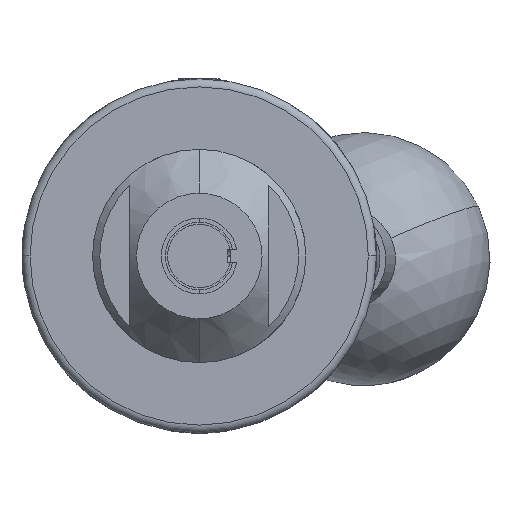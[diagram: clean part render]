
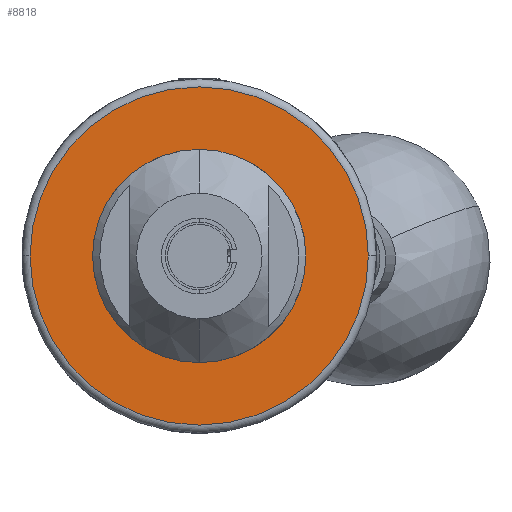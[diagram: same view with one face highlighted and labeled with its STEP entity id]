
A CAD part, left-side view. The second image highlights one B-rep face of the part: STEP entity #8818.
In plain terms, the highlighted planar face has unit normal (-1, 0, 0).
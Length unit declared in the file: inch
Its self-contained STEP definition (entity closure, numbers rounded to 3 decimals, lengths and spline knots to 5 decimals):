
#253 = ORIENTED_EDGE ( 'NONE', *, *, #11838, .F. ) ;
#466 = EDGE_CURVE ( 'NONE', #3739, #5718, #8711, .T. ) ;
#899 = ORIENTED_EDGE ( 'NONE', *, *, #5939, .F. ) ;
#1006 = CARTESIAN_POINT ( 'NONE',  ( -2.878, -0.835, 0. ) ) ;
#2311 = DIRECTION ( 'NONE',  ( -1., 0., 0. ) ) ;
#2622 = DIRECTION ( 'NONE',  ( 0., -1., 0. ) ) ;
#2814 = AXIS2_PLACEMENT_3D ( 'NONE', #7401, #8415, #2622 ) ;
#3318 = AXIS2_PLACEMENT_3D ( 'NONE', #8145, #8386, #10181 ) ;
#3679 = CARTESIAN_POINT ( 'NONE',  ( -2.878, 0.835, 0. ) ) ;
#3739 = VERTEX_POINT ( 'NONE', #3679 ) ;
#3797 = AXIS2_PLACEMENT_3D ( 'NONE', #4668, #5678, #8615 ) ;
#4008 = DIRECTION ( 'NONE',  ( 0., -1., 0. ) ) ;
#4035 = CARTESIAN_POINT ( 'NONE',  ( -2.878, 0., 0. ) ) ;
#4103 = EDGE_LOOP ( 'NONE', ( #899, #253 ) ) ;
#4321 = VERTEX_POINT ( 'NONE', #7808 ) ;
#4476 = FACE_OUTER_BOUND ( 'NONE', #8460, .T. ) ;
#4530 = AXIS2_PLACEMENT_3D ( 'NONE', #4035, #2311, #9823 ) ;
#4668 = CARTESIAN_POINT ( 'NONE',  ( -2.878, -0.875, 0. ) ) ;
#5678 = DIRECTION ( 'NONE',  ( 1., 0., 0. ) ) ;
#5718 = VERTEX_POINT ( 'NONE', #1006 ) ;
#5939 = EDGE_CURVE ( 'NONE', #6514, #4321, #9644, .T. ) ;
#6345 = CARTESIAN_POINT ( 'NONE',  ( -2.878, 0., -0.1985 ) ) ;
#6514 = VERTEX_POINT ( 'NONE', #6345 ) ;
#7401 = CARTESIAN_POINT ( 'NONE',  ( -2.878, 0., 0. ) ) ;
#7808 = CARTESIAN_POINT ( 'NONE',  ( -2.878, 0., 0.1985 ) ) ;
#7864 = ORIENTED_EDGE ( 'NONE', *, *, #466, .T. ) ;
#8145 = CARTESIAN_POINT ( 'NONE',  ( -2.878, 0., 0. ) ) ;
#8386 = DIRECTION ( 'NONE',  ( -1., 0., 0. ) ) ;
#8415 = DIRECTION ( 'NONE',  ( -1., 0., 0. ) ) ;
#8424 = FACE_BOUND ( 'NONE', #4103, .T. ) ;
#8460 = EDGE_LOOP ( 'NONE', ( #12420, #7864 ) ) ;
#8615 = DIRECTION ( 'NONE',  ( 0., -1., 0. ) ) ;
#8660 = DIRECTION ( 'NONE',  ( -1., 0., 0. ) ) ;
#8711 = CIRCLE ( 'NONE', #2814, 0.835 ) ;
#8814 = CIRCLE ( 'NONE', #3318, 0.1985 ) ;
#8818 = ADVANCED_FACE ( 'NONE', ( #8424, #4476 ), #9137, .F. ) ;
#9137 = PLANE ( 'NONE',  #3797 ) ;
#9644 = CIRCLE ( 'NONE', #4530, 0.1985 ) ;
#9823 = DIRECTION ( 'NONE',  ( 0., 0., -1. ) ) ;
#10181 = DIRECTION ( 'NONE',  ( 0., 0., -1. ) ) ;
#10386 = AXIS2_PLACEMENT_3D ( 'NONE', #11673, #8660, #4008 ) ;
#10965 = CIRCLE ( 'NONE', #10386, 0.835 ) ;
#11673 = CARTESIAN_POINT ( 'NONE',  ( -2.878, 0., 0. ) ) ;
#11838 = EDGE_CURVE ( 'NONE', #4321, #6514, #8814, .T. ) ;
#12420 = ORIENTED_EDGE ( 'NONE', *, *, #12523, .T. ) ;
#12523 = EDGE_CURVE ( 'NONE', #5718, #3739, #10965, .T. ) ;
